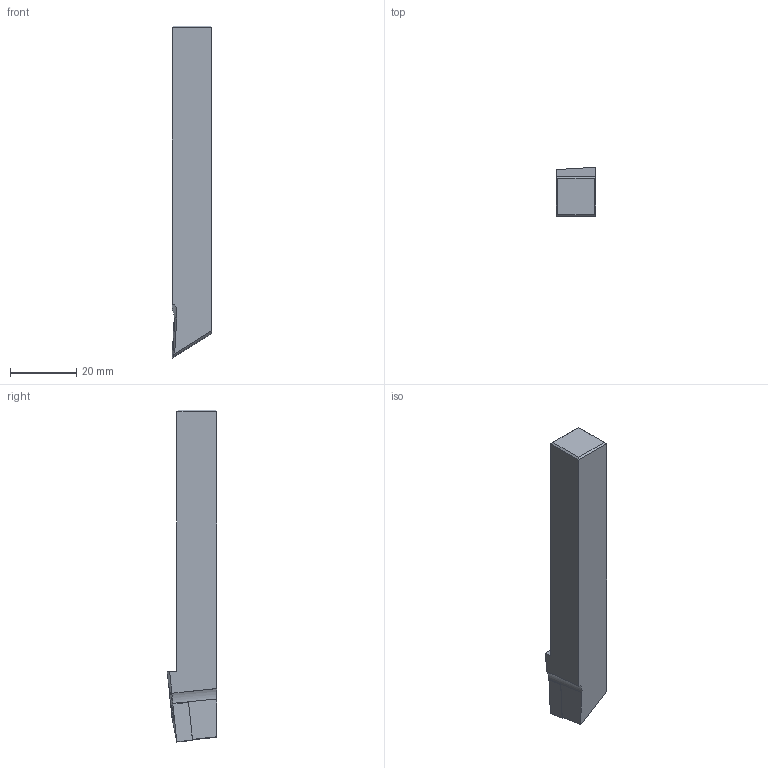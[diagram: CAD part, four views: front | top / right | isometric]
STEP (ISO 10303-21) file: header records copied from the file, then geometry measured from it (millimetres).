
FILE_DESCRIPTION((''),'2;1');
FILE_NAME('70698012_ASM','2018-10-16T14:48:59',('piechottad'),(''),'CREO PARAMETRIC BY PTC INC, 2017380','CREO PARAMETRIC BY PTC INC, 2017380','');
FILE_SCHEMA(('AUTOMOTIVE_DESIGN { 1 0 10303 214 1 1 1 1 }'));
Length unit declared in the file: millimetre
Products named in the file (3): 70698012NC; 70698012C; 70698012_ASM
Assembly tree (2 placements, depth 2):
  70698012_ASM
    70698012NC
    70698012C
Bounding box: 12 x 14.9 x 99.93 mm (x, y, z)
Volume: 13928.7 mm3; surface area: 5441.1 mm2
Topology: 2 solids, 2 shells, 35 faces, 94 edges, 63 vertices
Faces by surface type: plane 24, cylinder 7, torus 2, cone 2
Entity records: 2577 total; most frequent: DIRECTION 264, CARTESIAN_POINT 237, ORIENTED_EDGE 168, PROPERTY_DEFINITION 143, REPRESENTATION 141, PROPERTY_DEFINITION_REPRESENTATION 141, PRESENTATION_STYLE_ASSIGNMENT 135, STYLED_ITEM 135
